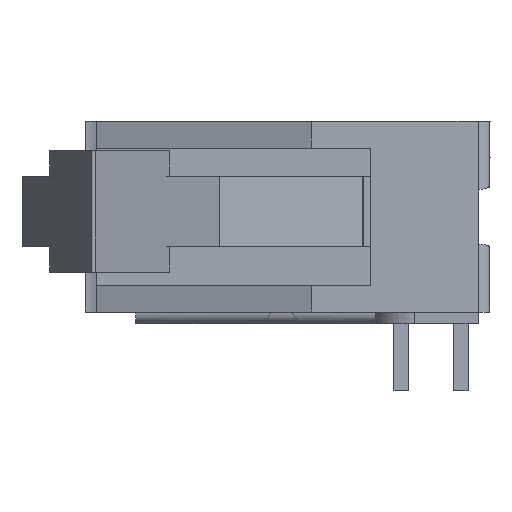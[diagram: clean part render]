
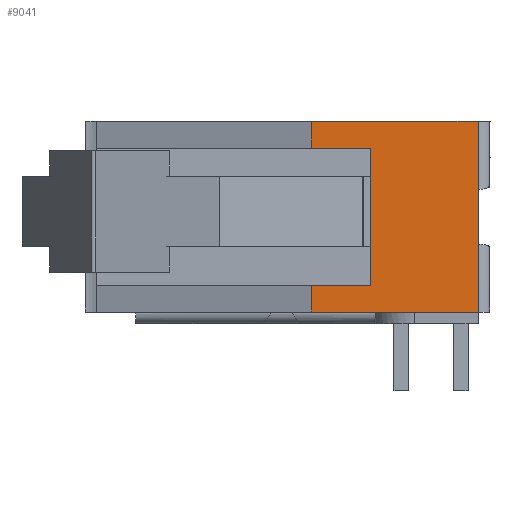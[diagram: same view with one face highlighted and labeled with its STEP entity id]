
A CAD part, left-side view. The second image highlights one B-rep face of the part: STEP entity #9041.
In plain terms, the highlighted planar face has unit normal (-1, 0, 0).
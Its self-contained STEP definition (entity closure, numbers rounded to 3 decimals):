
#1904=PLANE($,#9707);
#2455=FACE_OUTER_BOUND($,#3016,.T.);
#3016=EDGE_LOOP($,(#6461,#6462,#6463,#6464,#6465,#6466,#6467,#6468));
#3660=B_SPLINE_CURVE_WITH_KNOTS($,1,(#13623,#13624),.UNSPECIFIED.,.F.,.F.,
(2,2),(0.,1.),.UNSPECIFIED.);
#3725=B_SPLINE_CURVE_WITH_KNOTS($,1,(#14439,#14440),.UNSPECIFIED.,.F.,.F.,
(2,2),(0.,1.),.UNSPECIFIED.);
#3726=B_SPLINE_CURVE_WITH_KNOTS($,1,(#14444,#14445),.UNSPECIFIED.,.F.,.F.,
(2,2),(0.,1.),.UNSPECIFIED.);
#3727=B_SPLINE_CURVE_WITH_KNOTS($,1,(#14447,#14448),.UNSPECIFIED.,.F.,.F.,
(2,2),(0.,1.),.UNSPECIFIED.);
#3728=B_SPLINE_CURVE_WITH_KNOTS($,1,(#14450,#14451),.UNSPECIFIED.,.F.,.F.,
(2,2),(0.,1.),.UNSPECIFIED.);
#3729=B_SPLINE_CURVE_WITH_KNOTS($,1,(#14453,#14454),.UNSPECIFIED.,.F.,.F.,
(2,2),(0.,1.),.UNSPECIFIED.);
#3730=B_SPLINE_CURVE_WITH_KNOTS($,1,(#14455,#14456),.UNSPECIFIED.,.F.,.F.,
(2,2),(0.,1.),.UNSPECIFIED.);
#3731=B_SPLINE_CURVE_WITH_KNOTS($,1,(#14457,#14458),.UNSPECIFIED.,.F.,.F.,
(2,2),(0.,1.),.UNSPECIFIED.);
#4086=VERTEX_POINT($,#13619);
#4087=VERTEX_POINT($,#13622);
#4135=VERTEX_POINT($,#14436);
#4136=VERTEX_POINT($,#14442);
#4137=VERTEX_POINT($,#14443);
#4138=VERTEX_POINT($,#14446);
#4139=VERTEX_POINT($,#14449);
#4140=VERTEX_POINT($,#14452);
#5004=EDGE_CURVE($,#4086,#4087,#3660,.T.);
#5069=EDGE_CURVE($,#4086,#4135,#3725,.T.);
#5070=EDGE_CURVE($,#4136,#4137,#3726,.T.);
#5071=EDGE_CURVE($,#4137,#4138,#3727,.T.);
#5072=EDGE_CURVE($,#4138,#4139,#3728,.T.);
#5073=EDGE_CURVE($,#4139,#4140,#3729,.T.);
#5074=EDGE_CURVE($,#4087,#4140,#3730,.T.);
#5075=EDGE_CURVE($,#4135,#4136,#3731,.T.);
#6461=ORIENTED_EDGE($,*,*,#5070,.T.);
#6462=ORIENTED_EDGE($,*,*,#5071,.T.);
#6463=ORIENTED_EDGE($,*,*,#5072,.T.);
#6464=ORIENTED_EDGE($,*,*,#5073,.T.);
#6465=ORIENTED_EDGE($,*,*,#5074,.F.);
#6466=ORIENTED_EDGE($,*,*,#5004,.F.);
#6467=ORIENTED_EDGE($,*,*,#5069,.T.);
#6468=ORIENTED_EDGE($,*,*,#5075,.T.);
#9041=ADVANCED_FACE($,(#2455),#1904,.T.);
#9707=AXIS2_PLACEMENT_3D($,#14441,#10315,#10316);
#10315=DIRECTION('center_axis',(-1.,0.,0.));
#10316=DIRECTION('ref_axis',(0.,0.,1.));
#13619=CARTESIAN_POINT('',(-26.162,-2.007,0.508));
#13622=CARTESIAN_POINT('',(-26.162,5.105,0.508));
#13623=CARTESIAN_POINT('Ctrl Pts',(-26.162,-2.007,0.508));
#13624=CARTESIAN_POINT('Ctrl Pts',(-26.162,5.105,0.508));
#14436=CARTESIAN_POINT('',(-26.162,-2.007,8.636));
#14439=CARTESIAN_POINT('Ctrl Pts',(-26.162,-2.007,0.508));
#14440=CARTESIAN_POINT('Ctrl Pts',(-26.162,-2.007,8.636));
#14441=CARTESIAN_POINT('Origin',(-26.162,-2.362,0.102));
#14442=CARTESIAN_POINT('',(-26.162,5.105,8.636));
#14443=CARTESIAN_POINT('',(-26.162,5.105,7.493));
#14444=CARTESIAN_POINT('Ctrl Pts',(-26.162,5.105,8.636));
#14445=CARTESIAN_POINT('Ctrl Pts',(-26.162,5.105,7.493));
#14446=CARTESIAN_POINT('',(-26.162,2.565,7.493));
#14447=CARTESIAN_POINT('Ctrl Pts',(-26.162,5.105,7.493));
#14448=CARTESIAN_POINT('Ctrl Pts',(-26.162,2.565,7.493));
#14449=CARTESIAN_POINT('',(-26.162,2.565,1.651));
#14450=CARTESIAN_POINT('Ctrl Pts',(-26.162,2.565,7.493));
#14451=CARTESIAN_POINT('Ctrl Pts',(-26.162,2.565,1.651));
#14452=CARTESIAN_POINT('',(-26.162,5.105,1.651));
#14453=CARTESIAN_POINT('Ctrl Pts',(-26.162,2.565,1.651));
#14454=CARTESIAN_POINT('Ctrl Pts',(-26.162,5.105,1.651));
#14455=CARTESIAN_POINT('Ctrl Pts',(-26.162,5.105,0.508));
#14456=CARTESIAN_POINT('Ctrl Pts',(-26.162,5.105,1.651));
#14457=CARTESIAN_POINT('Ctrl Pts',(-26.162,-2.007,8.636));
#14458=CARTESIAN_POINT('Ctrl Pts',(-26.162,5.105,8.636));
